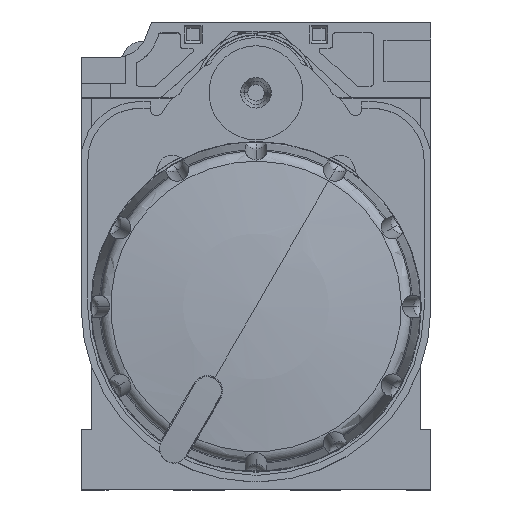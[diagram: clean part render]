
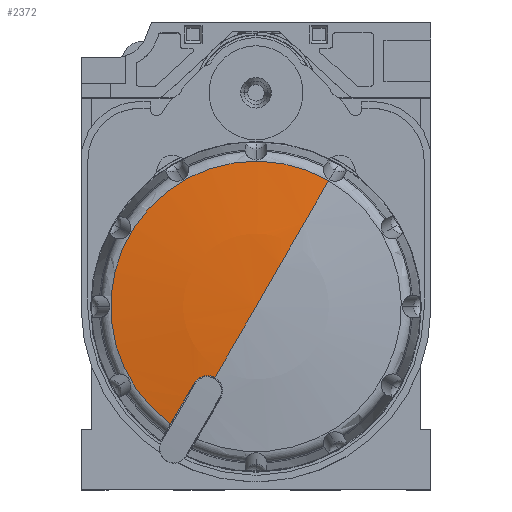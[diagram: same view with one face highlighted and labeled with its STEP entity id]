
A CAD part, top view. The second image highlights one B-rep face of the part: STEP entity #2372.
In plain terms, the highlighted spherical face has radius 100 mm.
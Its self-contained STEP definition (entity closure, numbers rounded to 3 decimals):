
#2372=ADVANCED_FACE('',(#6996),#6997,.T.);
#6996=FACE_OUTER_BOUND('',#13972,.T.);
#6997=SPHERICAL_SURFACE('',#13973,100.);
#13972=EDGE_LOOP('',(#20960,#20961,#20962,#20963,#20964));
#13973=AXIS2_PLACEMENT_3D('',#20965,#20966,#20967);
#20960=ORIENTED_EDGE('',*,*,#43142,.F.);
#20961=ORIENTED_EDGE('',*,*,#43143,.F.);
#20962=ORIENTED_EDGE('',*,*,#43144,.T.);
#20963=ORIENTED_EDGE('',*,*,#43145,.T.);
#20964=ORIENTED_EDGE('',*,*,#43146,.F.);
#20965=CARTESIAN_POINT('',(14.9,15.55,-34.64));
#20966=DIRECTION('',(0.0,0.0,-1.0));
#20967=DIRECTION('',(-0.5,-0.866,0.0));
#43142=EDGE_CURVE('',#51967,#51968,#51969,.T.);
#43143=EDGE_CURVE('',#51970,#51967,#51971,.T.);
#43144=EDGE_CURVE('',#51970,#51972,#51973,.T.);
#43145=EDGE_CURVE('',#51972,#51974,#51975,.T.);
#43146=EDGE_CURVE('',#51968,#51974,#51976,.T.);
#51967=VERTEX_POINT('',#65080);
#51968=VERTEX_POINT('',#65081);
#51969=CIRCLE('',#65082,100.);
#51970=VERTEX_POINT('',#65083);
#51971=CIRCLE('',#65084,12.38);
#51972=VERTEX_POINT('',#65085);
#51973=CIRCLE('',#65086,99.992);
#51974=VERTEX_POINT('',#65087);
#51975=B_SPLINE_CURVE_WITH_KNOTS('',3,(#65088,#65089,#65090,#65091,#65092,#65093,#65094,#65095,#65096,#65097),.UNSPECIFIED.,.F.,.F.,(4,2,2,2,4),(1.962,2.454,2.945,3.435,3.924),.UNSPECIFIED.);
#51976=CIRCLE('',#65098,100.);
#65080=CARTESIAN_POINT('',(21.09,26.271,64.591));
#65081=CARTESIAN_POINT('',(14.9,15.55,65.36));
#65082=AXIS2_PLACEMENT_3D('',#84969,#84970,#84971);
#65083=CARTESIAN_POINT('',(7.619,5.538,64.591));
#65084=AXIS2_PLACEMENT_3D('',#84972,#84973,#84974);
#65085=CARTESIAN_POINT('',(9.624,9.012,65.006));
#65086=AXIS2_PLACEMENT_3D('',#84975,#84976,#84977);
#65087=CARTESIAN_POINT('',(11.4,9.488,65.115));
#65088=CARTESIAN_POINT('',(9.624,9.012,65.006));
#65089=CARTESIAN_POINT('',(9.706,9.153,65.02));
#65090=CARTESIAN_POINT('',(9.821,9.288,65.035));
#65091=CARTESIAN_POINT('',(10.096,9.499,65.061));
#65092=CARTESIAN_POINT('',(10.256,9.576,65.073));
#65093=CARTESIAN_POINT('',(10.572,9.66,65.093));
#65094=CARTESIAN_POINT('',(10.748,9.673,65.101));
#65095=CARTESIAN_POINT('',(11.092,9.628,65.112));
#65096=CARTESIAN_POINT('',(11.259,9.569,65.115));
#65097=CARTESIAN_POINT('',(11.4,9.488,65.115));
#65098=AXIS2_PLACEMENT_3D('',#84978,#84979,#84980);
#84969=CARTESIAN_POINT('',(14.9,15.55,-34.64));
#84970=DIRECTION('',(0.866,-0.5,0.0));
#84971=DIRECTION('',(0.0,0.0,1.0));
#84972=CARTESIAN_POINT('',(14.9,15.55,64.591));
#84973=DIRECTION('',(-0.0,0.0,-1.0));
#84974=DIRECTION('',(-0.5,-0.866,0.0));
#84975=CARTESIAN_POINT('',(13.774,16.2,-34.64));
#84976=DIRECTION('',(-0.866,0.5,0.0));
#84977=DIRECTION('',(0.0,0.0,-1.0));
#84978=CARTESIAN_POINT('',(14.9,15.55,-34.64));
#84979=DIRECTION('',(0.866,-0.5,0.0));
#84980=DIRECTION('',(0.0,0.0,1.0));
